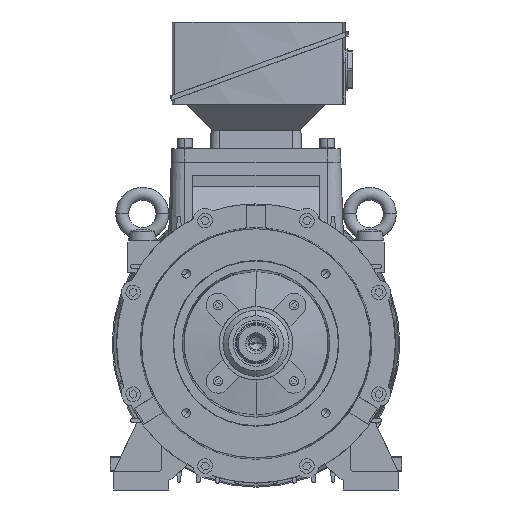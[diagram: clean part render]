
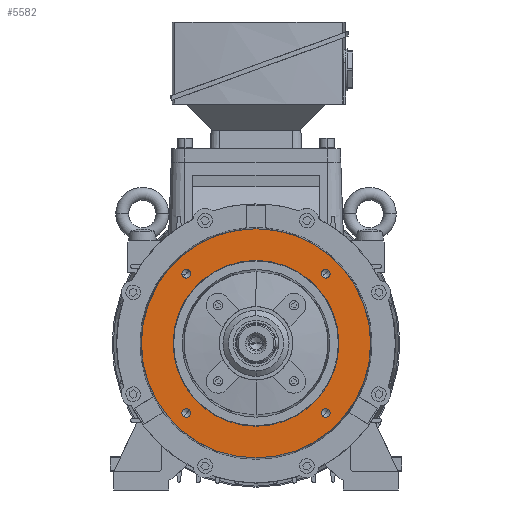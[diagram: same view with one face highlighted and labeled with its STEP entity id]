
A CAD part, left-side view. The second image highlights one B-rep face of the part: STEP entity #5582.
In plain terms, the highlighted planar face has unit normal (-1, 0, 0).
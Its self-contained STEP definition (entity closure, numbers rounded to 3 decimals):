
#5582=ADVANCED_FACE('',(#11571,#11572,#11573,#11574,#11575,#11576),#11577,.T.);
#11571=FACE_BOUND('',#17997,.T.);
#11572=FACE_BOUND('',#17998,.T.);
#11573=FACE_BOUND('',#17999,.T.);
#11574=FACE_BOUND('',#18000,.T.);
#11575=FACE_OUTER_BOUND('',#18001,.T.);
#11576=FACE_BOUND('',#18002,.T.);
#11577=PLANE('',#18003);
#17997=EDGE_LOOP('',(#32808,#32809));
#17998=EDGE_LOOP('',(#32810,#32811));
#17999=EDGE_LOOP('',(#32812,#32813));
#18000=EDGE_LOOP('',(#32814,#32815));
#18001=EDGE_LOOP('',(#32816,#32817));
#18002=EDGE_LOOP('',(#32818,#32819));
#18003=AXIS2_PLACEMENT_3D('',#32820,#32821,#32822);
#32808=ORIENTED_EDGE('',*,*,#43925,.T.);
#32809=ORIENTED_EDGE('',*,*,#43916,.T.);
#32810=ORIENTED_EDGE('',*,*,#43929,.T.);
#32811=ORIENTED_EDGE('',*,*,#43908,.T.);
#32812=ORIENTED_EDGE('',*,*,#43933,.T.);
#32813=ORIENTED_EDGE('',*,*,#43900,.T.);
#32814=ORIENTED_EDGE('',*,*,#43937,.T.);
#32815=ORIENTED_EDGE('',*,*,#43892,.T.);
#32816=ORIENTED_EDGE('',*,*,#43866,.F.);
#32817=ORIENTED_EDGE('',*,*,#44016,.F.);
#32818=ORIENTED_EDGE('',*,*,#43827,.T.);
#32819=ORIENTED_EDGE('',*,*,#44089,.T.);
#32820=CARTESIAN_POINT('',(-78.5,0.0,107.7));
#32821=DIRECTION('',(-1.0,-0.0,-0.0));
#32822=DIRECTION('',(0.0,0.0,-1.0));
#43827=EDGE_CURVE('',#53702,#53706,#53708,.T.);
#43866=EDGE_CURVE('',#53774,#53777,#53778,.T.);
#43892=EDGE_CURVE('',#53821,#53818,#53822,.T.);
#43900=EDGE_CURVE('',#53834,#53831,#53835,.T.);
#43908=EDGE_CURVE('',#53847,#53844,#53848,.T.);
#43916=EDGE_CURVE('',#53860,#53857,#53861,.T.);
#43925=EDGE_CURVE('',#53857,#53860,#53872,.T.);
#43929=EDGE_CURVE('',#53844,#53847,#53876,.T.);
#43933=EDGE_CURVE('',#53831,#53834,#53880,.T.);
#43937=EDGE_CURVE('',#53818,#53821,#53884,.T.);
#44016=EDGE_CURVE('',#53777,#53774,#53993,.T.);
#44089=EDGE_CURVE('',#53706,#53702,#54102,.T.);
#53702=VERTEX_POINT('',#67380);
#53706=VERTEX_POINT('',#67384);
#53708=CIRCLE('',#67386,90.4);
#53774=VERTEX_POINT('',#67468);
#53777=VERTEX_POINT('',#67472);
#53778=CIRCLE('',#67473,125.0);
#53818=VERTEX_POINT('',#67639);
#53821=VERTEX_POINT('',#67643);
#53822=CIRCLE('',#67644,4.8);
#53831=VERTEX_POINT('',#67656);
#53834=VERTEX_POINT('',#67660);
#53835=CIRCLE('',#67661,4.8);
#53844=VERTEX_POINT('',#67673);
#53847=VERTEX_POINT('',#67677);
#53848=CIRCLE('',#67678,4.8);
#53857=VERTEX_POINT('',#67690);
#53860=VERTEX_POINT('',#67694);
#53861=CIRCLE('',#67695,4.8);
#53872=CIRCLE('',#67709,4.8);
#53876=CIRCLE('',#67713,4.8);
#53880=CIRCLE('',#67717,4.8);
#53884=CIRCLE('',#67721,4.8);
#53993=CIRCLE('',#67979,125.0);
#54102=CIRCLE('',#68118,90.4);
#67380=CARTESIAN_POINT('',(-78.5,0.0,90.4));
#67384=CARTESIAN_POINT('',(-78.5,0.,-90.4));
#67386=AXIS2_PLACEMENT_3D('',#86358,#86359,#86360);
#67468=CARTESIAN_POINT('',(-78.5,0.0,125.0));
#67472=CARTESIAN_POINT('',(-78.5,0.,-125.0));
#67473=AXIS2_PLACEMENT_3D('',#86420,#86421,#86422);
#67639=CARTESIAN_POINT('',(-78.5,79.408,-79.408));
#67643=CARTESIAN_POINT('',(-78.5,72.62,-72.62));
#67644=AXIS2_PLACEMENT_3D('',#86450,#86451,#86452);
#67656=CARTESIAN_POINT('',(-78.5,-72.62,-79.408));
#67660=CARTESIAN_POINT('',(-78.5,-79.408,-72.62));
#67661=AXIS2_PLACEMENT_3D('',#86460,#86461,#86462);
#67673=CARTESIAN_POINT('',(-78.5,-72.62,72.62));
#67677=CARTESIAN_POINT('',(-78.5,-79.408,79.408));
#67678=AXIS2_PLACEMENT_3D('',#86470,#86471,#86472);
#67690=CARTESIAN_POINT('',(-78.5,79.408,72.62));
#67694=CARTESIAN_POINT('',(-78.5,72.62,79.408));
#67695=AXIS2_PLACEMENT_3D('',#86480,#86481,#86482);
#67709=AXIS2_PLACEMENT_3D('',#86492,#86493,#86494);
#67713=AXIS2_PLACEMENT_3D('',#86498,#86499,#86500);
#67717=AXIS2_PLACEMENT_3D('',#86504,#86505,#86506);
#67721=AXIS2_PLACEMENT_3D('',#86510,#86511,#86512);
#67979=AXIS2_PLACEMENT_3D('',#86589,#86590,#86591);
#68118=AXIS2_PLACEMENT_3D('',#86682,#86683,#86684);
#86358=CARTESIAN_POINT('',(-78.5,0.0,0.0));
#86359=DIRECTION('',(1.0,0.0,-0.0));
#86360=DIRECTION('',(0.0,0.0,1.0));
#86420=CARTESIAN_POINT('',(-78.5,0.0,0.0));
#86421=DIRECTION('',(1.0,0.0,-0.0));
#86422=DIRECTION('',(0.0,0.0,1.0));
#86450=CARTESIAN_POINT('',(-78.5,76.014,-76.014));
#86451=DIRECTION('',(1.0,0.0,0.0));
#86452=DIRECTION('',(0.0,0.707,-0.707));
#86460=CARTESIAN_POINT('',(-78.5,-76.014,-76.014));
#86461=DIRECTION('',(1.0,0.0,0.0));
#86462=DIRECTION('',(0.0,0.707,-0.707));
#86470=CARTESIAN_POINT('',(-78.5,-76.014,76.014));
#86471=DIRECTION('',(1.0,0.0,0.0));
#86472=DIRECTION('',(0.0,0.707,-0.707));
#86480=CARTESIAN_POINT('',(-78.5,76.014,76.014));
#86481=DIRECTION('',(1.0,0.0,0.0));
#86482=DIRECTION('',(0.0,0.707,-0.707));
#86492=CARTESIAN_POINT('',(-78.5,76.014,76.014));
#86493=DIRECTION('',(1.0,0.0,0.0));
#86494=DIRECTION('',(0.0,0.707,-0.707));
#86498=CARTESIAN_POINT('',(-78.5,-76.014,76.014));
#86499=DIRECTION('',(1.0,0.0,0.0));
#86500=DIRECTION('',(0.0,0.707,-0.707));
#86504=CARTESIAN_POINT('',(-78.5,-76.014,-76.014));
#86505=DIRECTION('',(1.0,0.0,0.0));
#86506=DIRECTION('',(0.0,0.707,-0.707));
#86510=CARTESIAN_POINT('',(-78.5,76.014,-76.014));
#86511=DIRECTION('',(1.0,0.0,0.0));
#86512=DIRECTION('',(0.0,0.707,-0.707));
#86589=CARTESIAN_POINT('',(-78.5,0.0,0.0));
#86590=DIRECTION('',(1.0,0.0,-0.0));
#86591=DIRECTION('',(0.0,0.0,1.0));
#86682=CARTESIAN_POINT('',(-78.5,0.0,0.0));
#86683=DIRECTION('',(1.0,0.0,-0.0));
#86684=DIRECTION('',(0.0,0.0,1.0));
